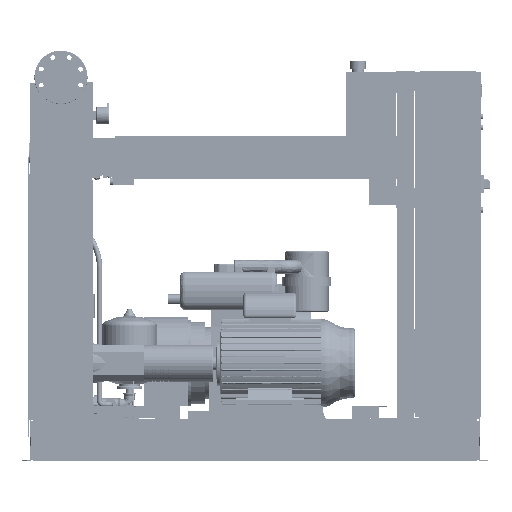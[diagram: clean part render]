
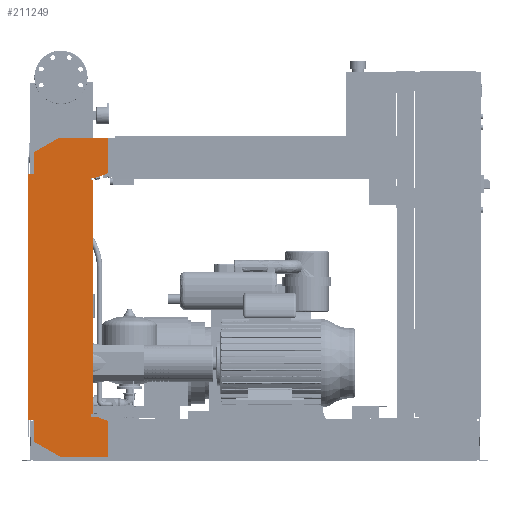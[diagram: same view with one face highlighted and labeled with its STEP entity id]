
A CAD part, front view. The second image highlights one B-rep face of the part: STEP entity #211249.
In plain terms, the highlighted free-form (B-spline) face has degree [1, 1] with [2, 2] control points.
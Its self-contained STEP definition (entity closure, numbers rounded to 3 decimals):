
#210734=CARTESIAN_POINT('',(-102.0,-565.5,1076.0));
#210735=VERTEX_POINT('',#210734);
#210742=CARTESIAN_POINT('',(-102.0,-565.5,1158.574));
#210743=VERTEX_POINT('',#210742);
#210744=CARTESIAN_POINT('',(-102.0,-565.5,1076.0));
#210745=DIRECTION('',(0.0,0.0,1.0));
#210746=VECTOR('',#210745,82.574);
#210747=LINE('',#210744,#210746);
#210748=EDGE_CURVE('',#210735,#210743,#210747,.T.);
#210766=CARTESIAN_POINT('',(-6.,-565.5,1214.0));
#210767=VERTEX_POINT('',#210766);
#210768=CARTESIAN_POINT('',(-102.0,-565.5,1158.574));
#210769=DIRECTION('',(0.866,0.0,0.5));
#210770=VECTOR('',#210769,110.851);
#210771=LINE('',#210768,#210770);
#210772=EDGE_CURVE('',#210743,#210767,#210771,.T.);
#210790=CARTESIAN_POINT('',(177.0,-565.5,1214.0));
#210791=VERTEX_POINT('',#210790);
#210792=CARTESIAN_POINT('',(-6.,-565.5,1214.0));
#210793=DIRECTION('',(1.0,0.0,0.0));
#210794=VECTOR('',#210793,183.0);
#210795=LINE('',#210792,#210794);
#210796=EDGE_CURVE('',#210767,#210791,#210795,.T.);
#210814=CARTESIAN_POINT('',(177.0,-565.5,1080.379));
#210815=VERTEX_POINT('',#210814);
#210816=CARTESIAN_POINT('',(177.0,-565.5,1214.0));
#210817=DIRECTION('',(0.0,0.0,-1.0));
#210818=VECTOR('',#210817,133.621);
#210819=LINE('',#210816,#210818);
#210820=EDGE_CURVE('',#210791,#210815,#210819,.T.);
#210838=CARTESIAN_POINT('',(132.,-565.5,1064.0));
#210839=VERTEX_POINT('',#210838);
#210840=CARTESIAN_POINT('',(177.0,-565.5,1080.379));
#210841=DIRECTION('',(-0.94,0.0,-0.342));
#210842=VECTOR('',#210841,47.888);
#210843=LINE('',#210840,#210842);
#210844=EDGE_CURVE('',#210815,#210839,#210843,.T.);
#210862=CARTESIAN_POINT('',(112.0,-565.5,1064.0));
#210863=VERTEX_POINT('',#210862);
#210864=CARTESIAN_POINT('',(132.,-565.5,1064.0));
#210865=DIRECTION('',(-1.0,0.0,0.0));
#210866=VECTOR('',#210865,20.);
#210867=LINE('',#210864,#210866);
#210868=EDGE_CURVE('',#210839,#210863,#210867,.T.);
#210886=CARTESIAN_POINT('',(112.0,-565.5,1056.0));
#210887=VERTEX_POINT('',#210886);
#210888=CARTESIAN_POINT('',(112.0,-565.5,1064.0));
#210889=DIRECTION('',(0.0,0.0,-1.0));
#210890=VECTOR('',#210889,8.0);
#210891=LINE('',#210888,#210890);
#210892=EDGE_CURVE('',#210863,#210887,#210891,.T.);
#210910=CARTESIAN_POINT('',(120.,-565.5,1056.0));
#210911=VERTEX_POINT('',#210910);
#210912=CARTESIAN_POINT('',(112.0,-565.5,1056.0));
#210913=DIRECTION('',(1.0,0.0,0.0));
#210914=VECTOR('',#210913,8.);
#210915=LINE('',#210912,#210914);
#210916=EDGE_CURVE('',#210887,#210911,#210915,.T.);
#210934=CARTESIAN_POINT('',(120.,-565.5,176.));
#210935=VERTEX_POINT('',#210934);
#210946=CARTESIAN_POINT('',(120.,-565.5,1056.0));
#210947=DIRECTION('',(0.0,0.0,-1.0));
#210948=VECTOR('',#210947,880.);
#210949=LINE('',#210946,#210948);
#210950=EDGE_CURVE('',#210911,#210935,#210949,.T.);
#210964=CARTESIAN_POINT('',(112.,-565.5,176.));
#210965=VERTEX_POINT('',#210964);
#210966=CARTESIAN_POINT('',(120.,-565.5,176.));
#210967=DIRECTION('',(-1.0,0.0,0.0));
#210968=VECTOR('',#210967,8.);
#210969=LINE('',#210966,#210968);
#210970=EDGE_CURVE('',#210935,#210965,#210969,.T.);
#210988=CARTESIAN_POINT('',(112.,-565.5,168.));
#210989=VERTEX_POINT('',#210988);
#210990=CARTESIAN_POINT('',(112.,-565.5,176.));
#210991=DIRECTION('',(0.0,0.0,-1.0));
#210992=VECTOR('',#210991,8.0);
#210993=LINE('',#210990,#210992);
#210994=EDGE_CURVE('',#210965,#210989,#210993,.T.);
#211012=CARTESIAN_POINT('',(132.,-565.5,168.));
#211013=VERTEX_POINT('',#211012);
#211014=CARTESIAN_POINT('',(112.,-565.5,168.));
#211015=DIRECTION('',(1.0,0.0,0.0));
#211016=VECTOR('',#211015,20.0);
#211017=LINE('',#211014,#211016);
#211018=EDGE_CURVE('',#210989,#211013,#211017,.T.);
#211036=CARTESIAN_POINT('',(177.,-565.5,151.621));
#211037=VERTEX_POINT('',#211036);
#211038=CARTESIAN_POINT('',(132.,-565.5,168.));
#211039=DIRECTION('',(0.94,0.0,-0.342));
#211040=VECTOR('',#211039,47.888);
#211041=LINE('',#211038,#211040);
#211042=EDGE_CURVE('',#211013,#211037,#211041,.T.);
#211060=CARTESIAN_POINT('',(177.,-565.5,18.0));
#211061=VERTEX_POINT('',#211060);
#211062=CARTESIAN_POINT('',(177.,-565.5,151.621));
#211063=DIRECTION('',(0.0,0.0,-1.0));
#211064=VECTOR('',#211063,133.621);
#211065=LINE('',#211062,#211064);
#211066=EDGE_CURVE('',#211037,#211061,#211065,.T.);
#211084=CARTESIAN_POINT('',(-4.,-565.5,18.0));
#211085=VERTEX_POINT('',#211084);
#211086=CARTESIAN_POINT('',(177.,-565.5,18.0));
#211087=DIRECTION('',(-1.0,0.0,0.0));
#211088=VECTOR('',#211087,181.);
#211089=LINE('',#211086,#211088);
#211090=EDGE_CURVE('',#211061,#211085,#211089,.T.);
#211108=CARTESIAN_POINT('',(-102.,-565.5,74.58));
#211109=VERTEX_POINT('',#211108);
#211110=CARTESIAN_POINT('',(-4.,-565.5,18.0));
#211111=DIRECTION('',(-0.866,0.0,0.5));
#211112=VECTOR('',#211111,113.161);
#211113=LINE('',#211110,#211112);
#211114=EDGE_CURVE('',#211085,#211109,#211113,.T.);
#211132=CARTESIAN_POINT('',(-102.,-565.5,156.0));
#211133=VERTEX_POINT('',#211132);
#211134=CARTESIAN_POINT('',(-102.,-565.5,74.58));
#211135=DIRECTION('',(0.0,0.0,1.0));
#211136=VECTOR('',#211135,81.42);
#211137=LINE('',#211134,#211136);
#211138=EDGE_CURVE('',#211109,#211133,#211137,.T.);
#211156=CARTESIAN_POINT('',(-122.,-565.5,156.0));
#211157=VERTEX_POINT('',#211156);
#211158=CARTESIAN_POINT('',(-102.,-565.5,156.0));
#211159=DIRECTION('',(-1.0,0.0,0.0));
#211160=VECTOR('',#211159,20.0);
#211161=LINE('',#211158,#211160);
#211162=EDGE_CURVE('',#211133,#211157,#211161,.T.);
#211180=CARTESIAN_POINT('',(-122.0,-565.5,1076.0));
#211181=VERTEX_POINT('',#211180);
#211194=CARTESIAN_POINT('',(-122.,-565.5,156.0));
#211195=DIRECTION('',(0.0,0.0,1.0));
#211196=VECTOR('',#211195,920.0);
#211197=LINE('',#211194,#211196);
#211198=EDGE_CURVE('',#211157,#211181,#211197,.T.);
#211212=CARTESIAN_POINT('',(-122.0,-565.5,1076.0));
#211213=DIRECTION('',(1.0,0.0,0.0));
#211214=VECTOR('',#211213,20.0);
#211215=LINE('',#211212,#211214);
#211216=EDGE_CURVE('',#211181,#210735,#211215,.T.);
#211222=CARTESIAN_POINT('',(-122.,-565.5,18.0));
#211223=CARTESIAN_POINT('',(177.0,-565.5,18.0));
#211224=CARTESIAN_POINT('',(-122.,-565.5,1214.0));
#211225=CARTESIAN_POINT('',(177.0,-565.5,1214.0));
#211226=B_SPLINE_SURFACE_WITH_KNOTS('',1,1,((#211222,#211224),(#211223,#211225)),.UNSPECIFIED.,.F.,.F.,.U.,(2,2),(2,2),(0.0,299.),(0.0,1196.0),.UNSPECIFIED.);
#211227=ORIENTED_EDGE('',*,*,#211216,.F.);
#211228=ORIENTED_EDGE('',*,*,#211198,.F.);
#211229=ORIENTED_EDGE('',*,*,#211162,.F.);
#211230=ORIENTED_EDGE('',*,*,#211138,.F.);
#211231=ORIENTED_EDGE('',*,*,#211114,.F.);
#211232=ORIENTED_EDGE('',*,*,#211090,.F.);
#211233=ORIENTED_EDGE('',*,*,#211066,.F.);
#211234=ORIENTED_EDGE('',*,*,#211042,.F.);
#211235=ORIENTED_EDGE('',*,*,#211018,.F.);
#211236=ORIENTED_EDGE('',*,*,#210994,.F.);
#211237=ORIENTED_EDGE('',*,*,#210970,.F.);
#211238=ORIENTED_EDGE('',*,*,#210950,.F.);
#211239=ORIENTED_EDGE('',*,*,#210916,.F.);
#211240=ORIENTED_EDGE('',*,*,#210892,.F.);
#211241=ORIENTED_EDGE('',*,*,#210868,.F.);
#211242=ORIENTED_EDGE('',*,*,#210844,.F.);
#211243=ORIENTED_EDGE('',*,*,#210820,.F.);
#211244=ORIENTED_EDGE('',*,*,#210796,.F.);
#211245=ORIENTED_EDGE('',*,*,#210772,.F.);
#211246=ORIENTED_EDGE('',*,*,#210748,.F.);
#211247=EDGE_LOOP('',(#211227,#211228,#211229,#211230,#211231,#211232,#211233,#211234,#211235,#211236,#211237,#211238,#211239,#211240,#211241,#211242,#211243,#211244,#211245,#211246));
#211248=FACE_OUTER_BOUND('',#211247,.T.);
#211249=ADVANCED_FACE('',(#211248),#211226,.T.);
